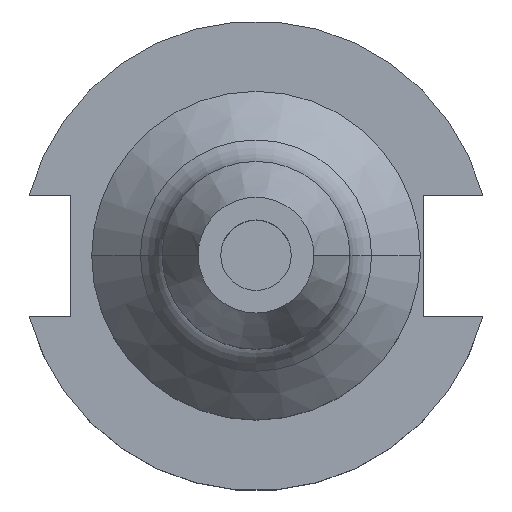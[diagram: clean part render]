
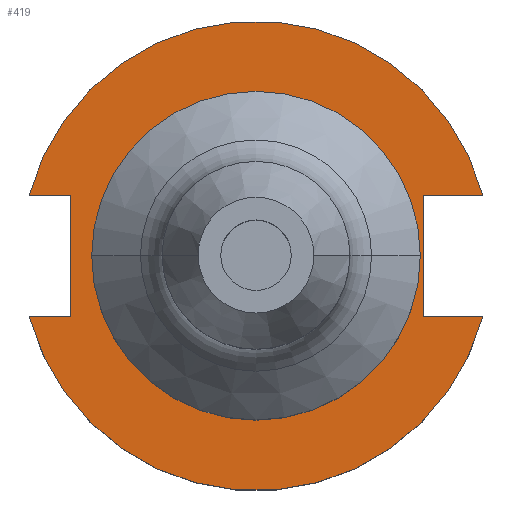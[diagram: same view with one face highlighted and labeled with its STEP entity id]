
A CAD part, top view. The second image highlights one B-rep face of the part: STEP entity #419.
In plain terms, the highlighted planar face has unit normal (0, 0, 1).
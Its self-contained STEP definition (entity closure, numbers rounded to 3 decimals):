
#7 = DIRECTION ( 'NONE',  ( 0., 1., 0. ) ) ;
#10 = VERTEX_POINT ( 'NONE', #182 ) ;
#25 = AXIS2_PLACEMENT_3D ( 'NONE', #1323, #1122, #365 ) ;
#35 = CARTESIAN_POINT ( 'NONE',  ( -25.091, -8.191, 19.05 ) ) ;
#63 = CARTESIAN_POINT ( 'NONE',  ( -22.225, 0., 19.05 ) ) ;
#117 = VERTEX_POINT ( 'NONE', #652 ) ;
#123 = VECTOR ( 'NONE', #493, 1000. ) ;
#141 = CARTESIAN_POINT ( 'NONE',  ( 22.606, -8.191, 19.05 ) ) ;
#160 = AXIS2_PLACEMENT_3D ( 'NONE', #812, #1566, #317 ) ;
#180 = DIRECTION ( 'NONE',  ( 0., 0., 1. ) ) ;
#182 = CARTESIAN_POINT ( 'NONE',  ( -30.675, -8.191, 19.05 ) ) ;
#188 = CARTESIAN_POINT ( 'NONE',  ( 30.675, 8.191, 19.05 ) ) ;
#192 = ORIENTED_EDGE ( 'NONE', *, *, #1420, .T. ) ;
#224 = CARTESIAN_POINT ( 'NONE',  ( -61.091, -8.191, 19.05 ) ) ;
#232 = PLANE ( 'NONE',  #1240 ) ;
#237 = DIRECTION ( 'NONE',  ( 0., 0., -1. ) ) ;
#253 = LINE ( 'NONE', #1384, #1249 ) ;
#270 = DIRECTION ( 'NONE',  ( 0., 0., 1. ) ) ;
#282 = VERTEX_POINT ( 'NONE', #188 ) ;
#289 = EDGE_CURVE ( 'NONE', #596, #1185, #1181, .T. ) ;
#317 = DIRECTION ( 'NONE',  ( 1., 0., 0. ) ) ;
#324 = FACE_BOUND ( 'NONE', #748, .T. ) ;
#329 = DIRECTION ( 'NONE',  ( 1., 0., 0. ) ) ;
#365 = DIRECTION ( 'NONE',  ( 1., 0., 0. ) ) ;
#378 = AXIS2_PLACEMENT_3D ( 'NONE', #932, #180, #1448 ) ;
#419 = ADVANCED_FACE ( 'NONE', ( #324, #660 ), #232, .F. ) ;
#432 = CARTESIAN_POINT ( 'NONE',  ( 30.675, -8.191, 19.05 ) ) ;
#471 = AXIS2_PLACEMENT_3D ( 'NONE', #1025, #270, #1147 ) ;
#493 = DIRECTION ( 'NONE',  ( -1., 0., 0. ) ) ;
#508 = EDGE_CURVE ( 'NONE', #570, #1583, #543, .T. ) ;
#529 = CARTESIAN_POINT ( 'NONE',  ( 22.606, 8.191, 19.05 ) ) ;
#543 = LINE ( 'NONE', #998, #1164 ) ;
#570 = VERTEX_POINT ( 'NONE', #141 ) ;
#588 = ORIENTED_EDGE ( 'NONE', *, *, #591, .F. ) ;
#591 = EDGE_CURVE ( 'NONE', #1185, #596, #1093, .T. ) ;
#596 = VERTEX_POINT ( 'NONE', #778 ) ;
#612 = VECTOR ( 'NONE', #982, 1000. ) ;
#629 = VERTEX_POINT ( 'NONE', #35 ) ;
#652 = CARTESIAN_POINT ( 'NONE',  ( -25.091, 8.191, 19.05 ) ) ;
#660 = FACE_OUTER_BOUND ( 'NONE', #731, .T. ) ;
#724 = LINE ( 'NONE', #224, #761 ) ;
#731 = EDGE_LOOP ( 'NONE', ( #1607, #1202, #192, #1359, #1345, #1234, #796, #908 ) ) ;
#737 = CARTESIAN_POINT ( 'NONE',  ( -30.675, 8.191, 19.05 ) ) ;
#748 = EDGE_LOOP ( 'NONE', ( #1010, #588 ) ) ;
#761 = VECTOR ( 'NONE', #329, 1000. ) ;
#778 = CARTESIAN_POINT ( 'NONE',  ( 22.225, 0., 19.05 ) ) ;
#796 = ORIENTED_EDGE ( 'NONE', *, *, #1176, .T. ) ;
#812 = CARTESIAN_POINT ( 'NONE',  ( 0., 0., 19.05 ) ) ;
#821 = CIRCLE ( 'NONE', #378, 31.75 ) ;
#840 = CARTESIAN_POINT ( 'NONE',  ( 0., -8.191, 19.05 ) ) ;
#860 = VERTEX_POINT ( 'NONE', #432 ) ;
#876 = DIRECTION ( 'NONE',  ( 0., -1., 0. ) ) ;
#886 = EDGE_CURVE ( 'NONE', #917, #117, #1142, .T. ) ;
#908 = ORIENTED_EDGE ( 'NONE', *, *, #886, .T. ) ;
#917 = VERTEX_POINT ( 'NONE', #737 ) ;
#932 = CARTESIAN_POINT ( 'NONE',  ( 0., 0., 19.05 ) ) ;
#982 = DIRECTION ( 'NONE',  ( 1., 0., 0. ) ) ;
#998 = CARTESIAN_POINT ( 'NONE',  ( 22.606, 22.225, 19.05 ) ) ;
#1010 = ORIENTED_EDGE ( 'NONE', *, *, #289, .F. ) ;
#1011 = EDGE_CURVE ( 'NONE', #10, #629, #724, .T. ) ;
#1025 = CARTESIAN_POINT ( 'NONE',  ( 0., 0., 19.05 ) ) ;
#1046 = CARTESIAN_POINT ( 'NONE',  ( -61.091, 8.191, 19.05 ) ) ;
#1093 = CIRCLE ( 'NONE', #471, 22.225 ) ;
#1122 = DIRECTION ( 'NONE',  ( 0., 0., 1. ) ) ;
#1131 = EDGE_CURVE ( 'NONE', #570, #860, #1617, .T. ) ;
#1142 = LINE ( 'NONE', #1046, #1216 ) ;
#1147 = DIRECTION ( 'NONE',  ( 1., 0., 0. ) ) ;
#1164 = VECTOR ( 'NONE', #7, 1000. ) ;
#1176 = EDGE_CURVE ( 'NONE', #282, #917, #821, .T. ) ;
#1181 = CIRCLE ( 'NONE', #160, 22.225 ) ;
#1185 = VERTEX_POINT ( 'NONE', #63 ) ;
#1202 = ORIENTED_EDGE ( 'NONE', *, *, #1011, .F. ) ;
#1204 = CIRCLE ( 'NONE', #25, 31.75 ) ;
#1216 = VECTOR ( 'NONE', #1294, 1000. ) ;
#1234 = ORIENTED_EDGE ( 'NONE', *, *, #1241, .F. ) ;
#1240 = AXIS2_PLACEMENT_3D ( 'NONE', #1612, #237, #1242 ) ;
#1241 = EDGE_CURVE ( 'NONE', #282, #1583, #1458, .T. ) ;
#1242 = DIRECTION ( 'NONE',  ( -1., 0., 0. ) ) ;
#1249 = VECTOR ( 'NONE', #876, 1000. ) ;
#1294 = DIRECTION ( 'NONE',  ( 1., 0., 0. ) ) ;
#1323 = CARTESIAN_POINT ( 'NONE',  ( 0., 0., 19.05 ) ) ;
#1345 = ORIENTED_EDGE ( 'NONE', *, *, #508, .T. ) ;
#1359 = ORIENTED_EDGE ( 'NONE', *, *, #1131, .F. ) ;
#1384 = CARTESIAN_POINT ( 'NONE',  ( -25.091, 8.191, 19.05 ) ) ;
#1420 = EDGE_CURVE ( 'NONE', #10, #860, #1204, .T. ) ;
#1448 = DIRECTION ( 'NONE',  ( 1., 0., 0. ) ) ;
#1458 = LINE ( 'NONE', #1491, #123 ) ;
#1491 = CARTESIAN_POINT ( 'NONE',  ( 0., 8.191, 19.05 ) ) ;
#1566 = DIRECTION ( 'NONE',  ( 0., 0., 1. ) ) ;
#1583 = VERTEX_POINT ( 'NONE', #529 ) ;
#1592 = EDGE_CURVE ( 'NONE', #117, #629, #253, .T. ) ;
#1607 = ORIENTED_EDGE ( 'NONE', *, *, #1592, .T. ) ;
#1612 = CARTESIAN_POINT ( 'NONE',  ( 0., 22.225, 19.05 ) ) ;
#1617 = LINE ( 'NONE', #840, #612 ) ;
